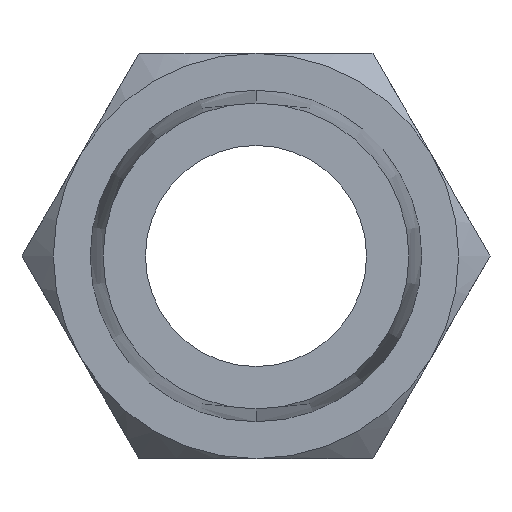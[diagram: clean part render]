
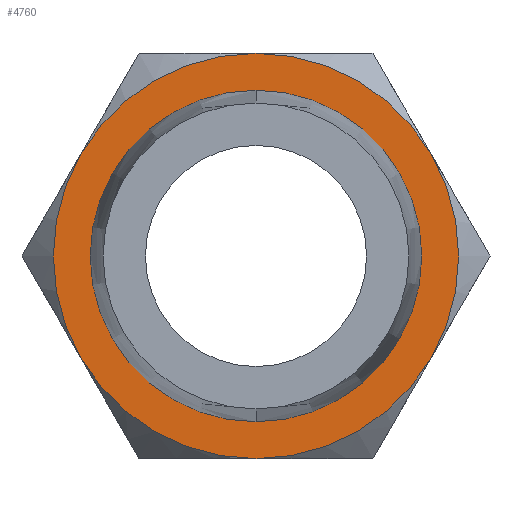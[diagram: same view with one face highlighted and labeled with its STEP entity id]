
A CAD part, left-side view. The second image highlights one B-rep face of the part: STEP entity #4760.
In plain terms, the highlighted planar face has unit normal (-1, 0, 0).
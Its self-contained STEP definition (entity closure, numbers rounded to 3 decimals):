
#10 = EDGE_CURVE ( 'NONE', #4872, #4395, #2588, .T. ) ;
#16 = CIRCLE ( 'NONE', #2651, 5.5 ) ;
#148 = EDGE_LOOP ( 'NONE', ( #4664, #2682, #2864, #1016, #531, #2058 ) ) ;
#193 = AXIS2_PLACEMENT_3D ( 'NONE', #2655, #4622, #4159 ) ;
#493 = EDGE_CURVE ( 'NONE', #1678, #1837, #4282, .T. ) ;
#494 = FACE_BOUND ( 'NONE', #2640, .T. ) ;
#502 = CARTESIAN_POINT ( 'NONE',  ( 14., -4.763, 2.75 ) ) ;
#528 = CARTESIAN_POINT ( 'NONE',  ( 14., 0., 0. ) ) ;
#531 = ORIENTED_EDGE ( 'NONE', *, *, #493, .T. ) ;
#674 = AXIS2_PLACEMENT_3D ( 'NONE', #1459, #972, #4468 ) ;
#824 = EDGE_CURVE ( 'NONE', #2645, #1837, #4732, .T. ) ;
#972 = DIRECTION ( 'NONE',  ( 1., 0., 0. ) ) ;
#1016 = ORIENTED_EDGE ( 'NONE', *, *, #4826, .F. ) ;
#1072 = DIRECTION ( 'NONE',  ( 0., 0., -1. ) ) ;
#1078 = AXIS2_PLACEMENT_3D ( 'NONE', #3190, #4377, #2020 ) ;
#1080 = AXIS2_PLACEMENT_3D ( 'NONE', #2544, #4851, #2933 ) ;
#1211 = DIRECTION ( 'NONE',  ( -1., 0., 0. ) ) ;
#1404 = CIRCLE ( 'NONE', #674, 5.5 ) ;
#1459 = CARTESIAN_POINT ( 'NONE',  ( 14., 0., 0. ) ) ;
#1556 = CARTESIAN_POINT ( 'NONE',  ( 14., 0., -4.5 ) ) ;
#1610 = EDGE_CURVE ( 'NONE', #4395, #4872, #3764, .T. ) ;
#1629 = VERTEX_POINT ( 'NONE', #2052 ) ;
#1678 = VERTEX_POINT ( 'NONE', #4829 ) ;
#1705 = CARTESIAN_POINT ( 'NONE',  ( 14., 0., 0. ) ) ;
#1748 = EDGE_CURVE ( 'NONE', #1629, #2645, #16, .T. ) ;
#1785 = AXIS2_PLACEMENT_3D ( 'NONE', #2970, #4511, #2924 ) ;
#1837 = VERTEX_POINT ( 'NONE', #2345 ) ;
#1982 = CARTESIAN_POINT ( 'NONE',  ( 14., 0., 0. ) ) ;
#2020 = DIRECTION ( 'NONE',  ( 0., 0., -1. ) ) ;
#2052 = CARTESIAN_POINT ( 'NONE',  ( 14., 0., -5.5 ) ) ;
#2058 = ORIENTED_EDGE ( 'NONE', *, *, #824, .F. ) ;
#2253 = DIRECTION ( 'NONE',  ( 1., 0., 0. ) ) ;
#2345 = CARTESIAN_POINT ( 'NONE',  ( 14., 4.763, 2.75 ) ) ;
#2399 = DIRECTION ( 'NONE',  ( -1., 0., 0. ) ) ;
#2544 = CARTESIAN_POINT ( 'NONE',  ( 14., 0., 0. ) ) ;
#2588 = CIRCLE ( 'NONE', #1080, 4.5 ) ;
#2640 = EDGE_LOOP ( 'NONE', ( #3337, #4027 ) ) ;
#2645 = VERTEX_POINT ( 'NONE', #4241 ) ;
#2651 = AXIS2_PLACEMENT_3D ( 'NONE', #1705, #3219, #1072 ) ;
#2655 = CARTESIAN_POINT ( 'NONE',  ( 14., 0., 0. ) ) ;
#2682 = ORIENTED_EDGE ( 'NONE', *, *, #2943, .F. ) ;
#2738 = AXIS2_PLACEMENT_3D ( 'NONE', #528, #2399, #4710 ) ;
#2864 = ORIENTED_EDGE ( 'NONE', *, *, #3690, .F. ) ;
#2924 = DIRECTION ( 'NONE',  ( 0., 0., -1. ) ) ;
#2933 = DIRECTION ( 'NONE',  ( 0., 0., 1. ) ) ;
#2943 = EDGE_CURVE ( 'NONE', #3499, #1629, #4351, .T. ) ;
#2970 = CARTESIAN_POINT ( 'NONE',  ( 14., 0., 0. ) ) ;
#3190 = CARTESIAN_POINT ( 'NONE',  ( 14., 0., 0. ) ) ;
#3219 = DIRECTION ( 'NONE',  ( 1., 0., 0. ) ) ;
#3337 = ORIENTED_EDGE ( 'NONE', *, *, #10, .F. ) ;
#3363 = CARTESIAN_POINT ( 'NONE',  ( 14., -4.763, -2.75 ) ) ;
#3394 = VERTEX_POINT ( 'NONE', #502 ) ;
#3489 = DIRECTION ( 'NONE',  ( 0., 0., -1. ) ) ;
#3499 = VERTEX_POINT ( 'NONE', #3363 ) ;
#3595 = PLANE ( 'NONE',  #1078 ) ;
#3625 = CIRCLE ( 'NONE', #193, 5.5 ) ;
#3664 = CARTESIAN_POINT ( 'NONE',  ( 14., 0., 4.5 ) ) ;
#3690 = EDGE_CURVE ( 'NONE', #3394, #3499, #3625, .T. ) ;
#3764 = CIRCLE ( 'NONE', #2738, 4.5 ) ;
#3944 = FACE_OUTER_BOUND ( 'NONE', #148, .T. ) ;
#4027 = ORIENTED_EDGE ( 'NONE', *, *, #1610, .F. ) ;
#4159 = DIRECTION ( 'NONE',  ( 0., 0., -1. ) ) ;
#4241 = CARTESIAN_POINT ( 'NONE',  ( 14., 4.763, -2.75 ) ) ;
#4264 = CARTESIAN_POINT ( 'NONE',  ( 14., 0., 0. ) ) ;
#4282 = CIRCLE ( 'NONE', #4686, 5.5 ) ;
#4286 = DIRECTION ( 'NONE',  ( 0., 0., 1. ) ) ;
#4330 = AXIS2_PLACEMENT_3D ( 'NONE', #4264, #2253, #3489 ) ;
#4351 = CIRCLE ( 'NONE', #1785, 5.5 ) ;
#4377 = DIRECTION ( 'NONE',  ( 1., 0., 0. ) ) ;
#4395 = VERTEX_POINT ( 'NONE', #1556 ) ;
#4468 = DIRECTION ( 'NONE',  ( 0., 0., -1. ) ) ;
#4511 = DIRECTION ( 'NONE',  ( 1., 0., 0. ) ) ;
#4622 = DIRECTION ( 'NONE',  ( 1., 0., 0. ) ) ;
#4664 = ORIENTED_EDGE ( 'NONE', *, *, #1748, .F. ) ;
#4686 = AXIS2_PLACEMENT_3D ( 'NONE', #1982, #1211, #4286 ) ;
#4710 = DIRECTION ( 'NONE',  ( 0., 0., 1. ) ) ;
#4732 = CIRCLE ( 'NONE', #4330, 5.5 ) ;
#4760 = ADVANCED_FACE ( 'NONE', ( #494, #3944 ), #3595, .F. ) ;
#4826 = EDGE_CURVE ( 'NONE', #1678, #3394, #1404, .T. ) ;
#4829 = CARTESIAN_POINT ( 'NONE',  ( 14., 0., 5.5 ) ) ;
#4851 = DIRECTION ( 'NONE',  ( -1., 0., 0. ) ) ;
#4872 = VERTEX_POINT ( 'NONE', #3664 ) ;
